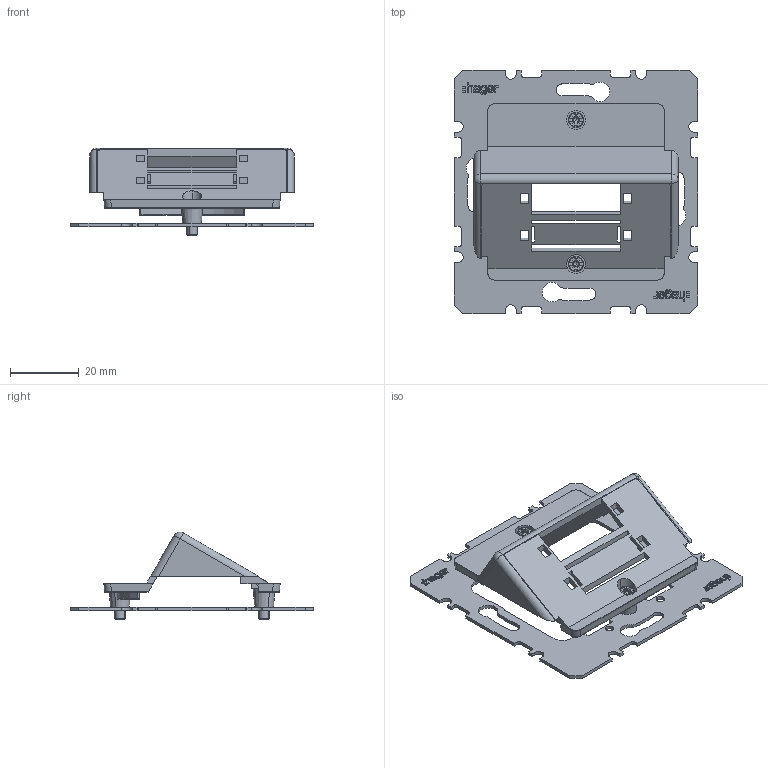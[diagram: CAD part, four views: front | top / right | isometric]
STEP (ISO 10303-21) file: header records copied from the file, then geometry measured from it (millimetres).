
FILE_DESCRIPTION((''),'2;1');
FILE_NAME('WAF2167_GEN_ASM','2025-03-26T09:02:58',('andolfs'),(''),'CREO PARAMETRIC BY PTC INC, 2023154','CREO PARAMETRIC BY PTC INC, 2023154','');
FILE_SCHEMA(('CONFIG_CONTROL_DESIGN','SHAPE_APPEARANCE_LAYERS_GROUPS'));
Length unit declared in the file: millimetre
Products named in the file (5): W4G0154_18; 9023182_GEN; 9005783000; 9002525000; WAF2167_GEN_ASM
Assembly tree (5 placements, depth 2):
  WAF2167_GEN_ASM
    W4G0154_18
    9023182_GEN
    9005783000
    9002525000  x2
Bounding box: 70.9 x 70.9 x 25.57 mm (x, y, z)
Volume: 9097.4 mm3; surface area: 14619.2 mm2
Topology: 4 solids, 4 shells, 1819 faces, 5174 edges, 3418 vertices
Faces by surface type: plane 1592, cylinder 176, cone 29, torus 10, extrusion 4, sphere 4, bspline 4
Entity records: 63831 total; most frequent: CARTESIAN_POINT 10878, ORIENTED_EDGE 10052, DIRECTION 8886, EDGE_CURVE 5026, VECTOR 4556, LINE 4552, VERTEX_POINT 3329, AXIS2_PLACEMENT_3D 2165
